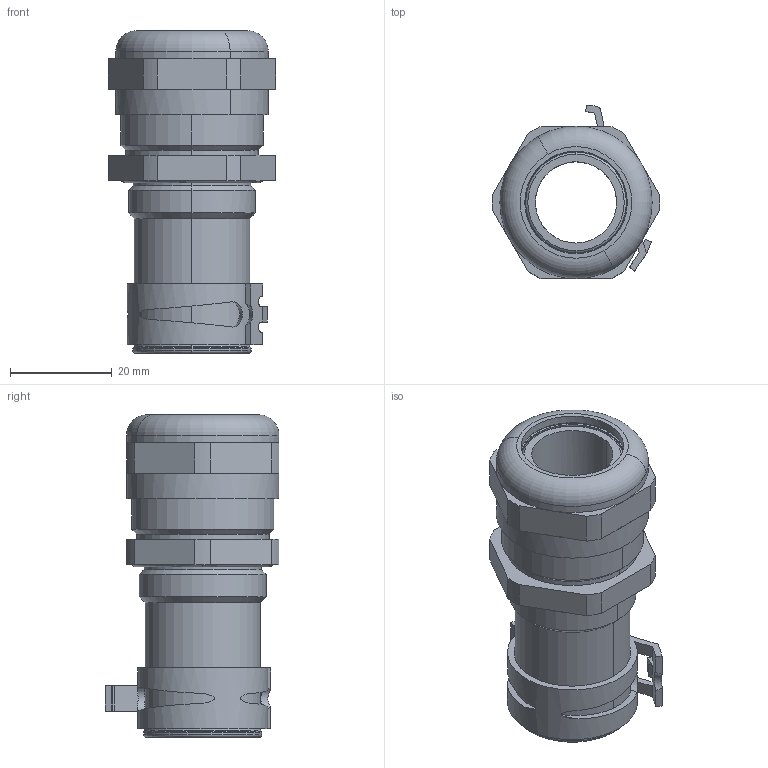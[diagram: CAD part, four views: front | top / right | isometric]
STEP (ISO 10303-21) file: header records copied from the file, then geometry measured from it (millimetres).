
FILE_DESCRIPTION(('CATIA V5 STEP Exchange','CAx-IF Rec.Pracs.--- Model Styling and Organization---1.4--- 2014-01-23'),'2;1');
FILE_NAME ('013781-3_2', '2022-08-24T05:34:58+00:00', ('none'), ('Weidmueller'), 'CATIA Version 5-6 Release 2016 SP3 HF44', 'CATIA V5 STEP AP214', 'none');
FILE_SCHEMA(('AUTOMOTIVE_DESIGN { 1 0 10303 214 1 1 1 1 }'));
Length unit declared in the file: millimetre
Products named in the file (1): 1463720000
Bounding box: 33 x 34.24 x 63.5 mm (x, y, z)
Volume: 16012.1 mm3; surface area: 16131.8 mm2
Topology: 3 solids, 4 shells, 176 faces, 436 edges, 276 vertices
Faces by surface type: plane 73, cylinder 55, torus 26, cone 20, bspline 2
Entity records: 5911 total; most frequent: CARTESIAN_POINT 1936, ORIENTED_EDGE 872, DIRECTION 645, EDGE_CURVE 436, AXIS2_PLACEMENT_3D 307, VERTEX_POINT 276, VECTOR 200, LINE 200
